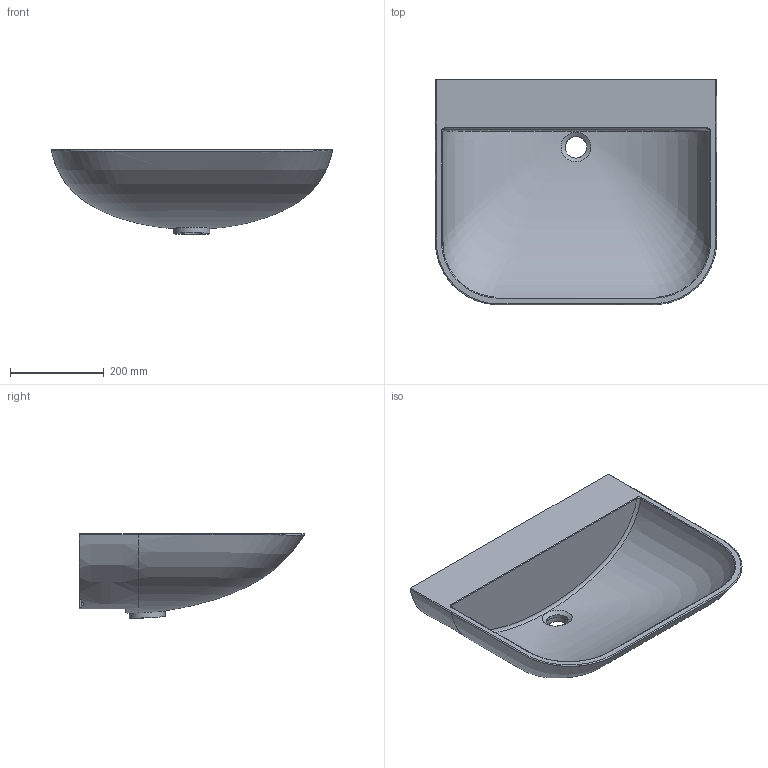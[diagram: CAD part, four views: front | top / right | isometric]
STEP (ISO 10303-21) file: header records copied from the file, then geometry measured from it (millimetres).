
FILE_DESCRIPTION(/* description */ (''),/* implementation_level */ '2;1');
FILE_NAME(/* name */ '333XP',/* time_stamp */ '2019-08-11T17:12:13+08:00',/* author */ (''),/* organization */ (''),/* preprocessor_version */ 'ST-DEVELOPER v9',/* originating_system */ 'UGS - NX 4.0',/* authorisation */ '');
FILE_SCHEMA (('CONFIG_CONTROL_DESIGN'));
Length unit declared in the file: millimetre
Products named in the file (1): Admi757528wx
Bounding box: 599.56 x 480.49 x 180.78 mm (x, y, z)
Volume: 8741871.6 mm3; surface area: 880278.9 mm2
Topology: 1 solids, 1 shells, 84 faces, 267 edges, 185 vertices
Faces by surface type: plane 43, cylinder 22, bspline 13, extrusion 4, torus 2
Full cylindrical faces by diameter (mm): 46 x1
Entity records: 25892 total; most frequent: CARTESIAN_POINT 23606, ORIENTED_EDGE 522, DIRECTION 368, EDGE_CURVE 261, VERTEX_POINT 184, VECTOR 148, LINE 144, AXIS2_PLACEMENT_3D 110
